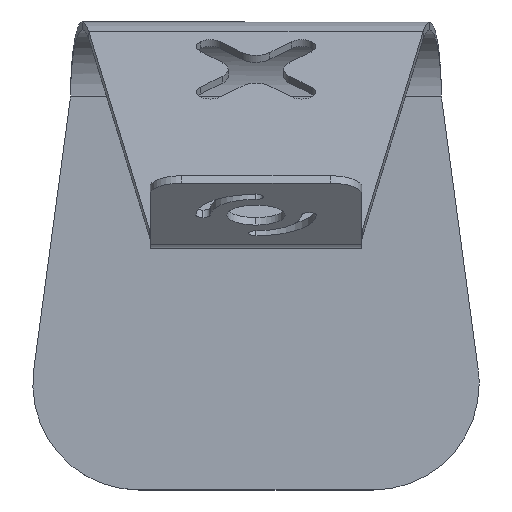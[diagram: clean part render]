
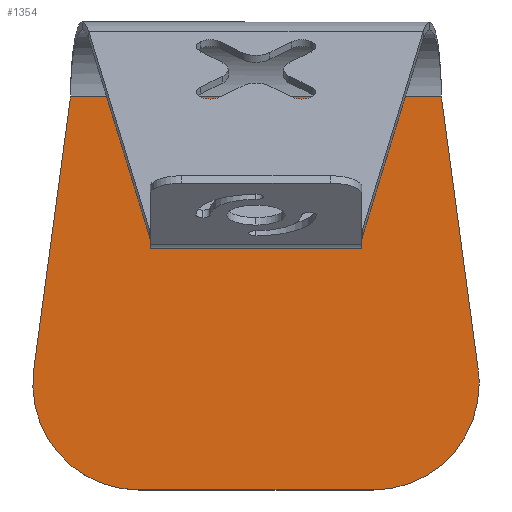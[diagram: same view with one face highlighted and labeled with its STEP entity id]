
A CAD part, top view. The second image highlights one B-rep face of the part: STEP entity #1354.
In plain terms, the highlighted planar face has unit normal (0, 0, 1).
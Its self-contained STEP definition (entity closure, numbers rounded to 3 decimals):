
#35 = DIRECTION ( 'NONE',  ( -0.133, -0.991, 0. ) ) ;
#56 = EDGE_CURVE ( 'NONE', #2589, #1598, #729, .T. ) ;
#153 = VECTOR ( 'NONE', #809, 1000. ) ;
#184 = CARTESIAN_POINT ( 'NONE',  ( 70.059, -0.436, 0. ) ) ;
#195 = CARTESIAN_POINT ( 'NONE',  ( -70.022, 0., 0. ) ) ;
#210 = ORIENTED_EDGE ( 'NONE', *, *, #542, .T. ) ;
#236 = B_SPLINE_CURVE_WITH_KNOTS ( 'NONE', 3,
 ( #1390, #184, #1587, #385 ),
 .UNSPECIFIED., .F., .F.,
 ( 4, 4 ),
 ( 0., 0.001 ),
 .UNSPECIFIED. ) ;
#254 = DIRECTION ( 'NONE',  ( -0.133, 0.991, 0. ) ) ;
#299 = VERTEX_POINT ( 'NONE', #592 ) ;
#369 = VECTOR ( 'NONE', #1399, 1000. ) ;
#385 = CARTESIAN_POINT ( 'NONE',  ( 70.022, 0., 0. ) ) ;
#411 = AXIS2_PLACEMENT_3D ( 'NONE', #760, #2176, #978 ) ;
#423 = ORIENTED_EDGE ( 'NONE', *, *, #1887, .T. ) ;
#455 = CARTESIAN_POINT ( 'NONE',  ( -44.258, -148.661, 0. ) ) ;
#466 = CARTESIAN_POINT ( 'NONE',  ( -44.258, -108.661, 0. ) ) ;
#486 = VERTEX_POINT ( 'NONE', #195 ) ;
#499 = LINE ( 'NONE', #2080, #2040 ) ;
#507 = CARTESIAN_POINT ( 'NONE',  ( 70.022, 0., 0. ) ) ;
#515 = CIRCLE ( 'NONE', #2286, 40. ) ;
#526 = ORIENTED_EDGE ( 'NONE', *, *, #1464, .T. ) ;
#529 = ORIENTED_EDGE ( 'NONE', *, *, #2523, .T. ) ;
#542 = EDGE_CURVE ( 'NONE', #1830, #1967, #515, .T. ) ;
#567 = EDGE_CURVE ( 'NONE', #486, #299, #568, .T. ) ;
#568 = B_SPLINE_CURVE_WITH_KNOTS ( 'NONE', 3,
 ( #2254, #1662, #2084, #876 ),
 .UNSPECIFIED., .F., .F.,
 ( 4, 4 ),
 ( 0., 0.001 ),
 .UNSPECIFIED. ) ;
#592 = CARTESIAN_POINT ( 'NONE',  ( -70.088, -0.652, 0. ) ) ;
#644 = CARTESIAN_POINT ( 'NONE',  ( 70.088, -0.652, 0. ) ) ;
#659 = DIRECTION ( 'NONE',  ( 1., 0., 0. ) ) ;
#729 = CIRCLE ( 'NONE', #2389, 40. ) ;
#759 = ORIENTED_EDGE ( 'NONE', *, *, #56, .T. ) ;
#760 = CARTESIAN_POINT ( 'NONE',  ( 44.258, -108.661, 0. ) ) ;
#809 = DIRECTION ( 'NONE',  ( 1., 0., 0. ) ) ;
#855 = DIRECTION ( 'NONE',  ( 1., 0., 0. ) ) ;
#859 = CARTESIAN_POINT ( 'NONE',  ( 44.258, -108.661, 0. ) ) ;
#876 = CARTESIAN_POINT ( 'NONE',  ( -70.088, -0.652, 0. ) ) ;
#922 = ORIENTED_EDGE ( 'NONE', *, *, #2054, .T. ) ;
#934 = CARTESIAN_POINT ( 'NONE',  ( -44.258, -148.661, 0. ) ) ;
#974 = CARTESIAN_POINT ( 'NONE',  ( 83.901, -103.327, 0. ) ) ;
#978 = DIRECTION ( 'NONE',  ( 1., 0., 0. ) ) ;
#1041 = AXIS2_PLACEMENT_3D ( 'NONE', #466, #2265, #855 ) ;
#1066 = DIRECTION ( 'NONE',  ( 0., 0., 1. ) ) ;
#1072 = DIRECTION ( 'NONE',  ( 0., 0., 1. ) ) ;
#1111 = CARTESIAN_POINT ( 'NONE',  ( 84.258, -108.661, 0. ) ) ;
#1155 = ORIENTED_EDGE ( 'NONE', *, *, #1338, .T. ) ;
#1224 = CARTESIAN_POINT ( 'NONE',  ( -70., 0., 0. ) ) ;
#1272 = VERTEX_POINT ( 'NONE', #507 ) ;
#1338 = EDGE_CURVE ( 'NONE', #1967, #1711, #499, .T. ) ;
#1354 = ADVANCED_FACE ( 'NONE', ( #2514 ), #1460, .T. ) ;
#1390 = CARTESIAN_POINT ( 'NONE',  ( 70.088, -0.652, 0. ) ) ;
#1399 = DIRECTION ( 'NONE',  ( -1., 0., 0. ) ) ;
#1430 = CIRCLE ( 'NONE', #411, 40. ) ;
#1460 = PLANE ( 'NONE',  #1041 ) ;
#1464 = EDGE_CURVE ( 'NONE', #299, #2589, #1497, .T. ) ;
#1497 = LINE ( 'NONE', #1224, #2319 ) ;
#1516 = ORIENTED_EDGE ( 'NONE', *, *, #567, .T. ) ;
#1524 = CARTESIAN_POINT ( 'NONE',  ( -70., 0., 0. ) ) ;
#1587 = CARTESIAN_POINT ( 'NONE',  ( 70.037, -0.218, 0. ) ) ;
#1598 = VERTEX_POINT ( 'NONE', #934 ) ;
#1662 = CARTESIAN_POINT ( 'NONE',  ( -70.037, -0.218, 0. ) ) ;
#1711 = VERTEX_POINT ( 'NONE', #644 ) ;
#1741 = EDGE_CURVE ( 'NONE', #1598, #2411, #2159, .T. ) ;
#1830 = VERTEX_POINT ( 'NONE', #1111 ) ;
#1887 = EDGE_CURVE ( 'NONE', #1272, #486, #1963, .T. ) ;
#1936 = CARTESIAN_POINT ( 'NONE',  ( 44.258, -148.661, 0. ) ) ;
#1963 = LINE ( 'NONE', #1524, #369 ) ;
#1967 = VERTEX_POINT ( 'NONE', #974 ) ;
#2040 = VECTOR ( 'NONE', #254, 1000. ) ;
#2054 = EDGE_CURVE ( 'NONE', #1711, #1272, #236, .T. ) ;
#2080 = CARTESIAN_POINT ( 'NONE',  ( 70., 0., 0. ) ) ;
#2084 = CARTESIAN_POINT ( 'NONE',  ( -70.059, -0.436, 0. ) ) ;
#2094 = ORIENTED_EDGE ( 'NONE', *, *, #1741, .T. ) ;
#2123 = EDGE_LOOP ( 'NONE', ( #423, #1516, #526, #759, #2094, #529, #210, #1155, #922 ) ) ;
#2159 = LINE ( 'NONE', #455, #153 ) ;
#2176 = DIRECTION ( 'NONE',  ( 0., 0., 1. ) ) ;
#2254 = CARTESIAN_POINT ( 'NONE',  ( -70.022, 0., 0. ) ) ;
#2265 = DIRECTION ( 'NONE',  ( 0., 0., 1. ) ) ;
#2267 = DIRECTION ( 'NONE',  ( 1., 0., 0. ) ) ;
#2286 = AXIS2_PLACEMENT_3D ( 'NONE', #859, #1072, #659 ) ;
#2319 = VECTOR ( 'NONE', #35, 1000. ) ;
#2389 = AXIS2_PLACEMENT_3D ( 'NONE', #2471, #1066, #2267 ) ;
#2411 = VERTEX_POINT ( 'NONE', #1936 ) ;
#2471 = CARTESIAN_POINT ( 'NONE',  ( -44.258, -108.661, 0. ) ) ;
#2514 = FACE_OUTER_BOUND ( 'NONE', #2123, .T. ) ;
#2523 = EDGE_CURVE ( 'NONE', #2411, #1830, #1430, .T. ) ;
#2583 = CARTESIAN_POINT ( 'NONE',  ( -83.901, -103.327, 0. ) ) ;
#2589 = VERTEX_POINT ( 'NONE', #2583 ) ;
